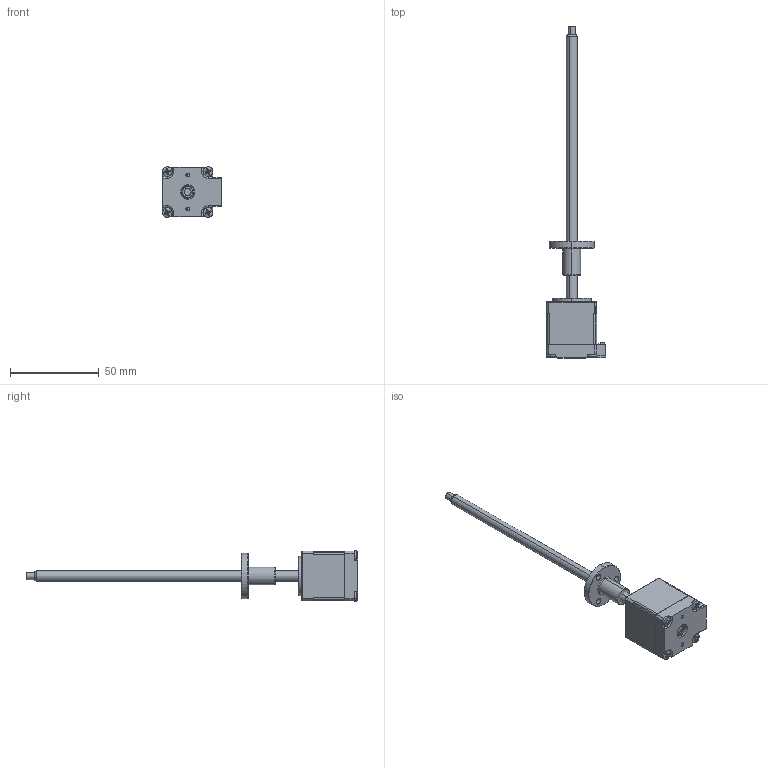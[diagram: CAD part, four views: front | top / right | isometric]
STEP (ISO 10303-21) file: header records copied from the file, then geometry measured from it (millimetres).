
FILE_DESCRIPTION (( 'STEP AP203' ), '1' );
FILE_NAME ('LE111S-W0601-150-AR1-S-050.STEP', '2018-08-10T06:13:44', ( '' ), ( '' ), 'SwSTEP 2.0', 'SolidWorks 2014', '' );
FILE_SCHEMA (( 'CONFIG_CONTROL_DESIGN' ));
Length unit declared in the file: millimetre
Products named in the file (1): LE111S-W0601-150-AR1-S-050
Bounding box: 33.2 x 186.6 x 28.4 mm (x, y, z)
Surface area: 12249.2 mm2 (no closed solid volume)
Topology: 0 solids, 32 shells, 280 faces, 977 edges, 699 vertices
Faces by surface type: plane 102, cylinder 92, cone 62, torus 16, sphere 8
Entity records: 10989 total; most frequent: CARTESIAN_POINT 2514, DIRECTION 1820, ORIENTED_EDGE 1527, EDGE_CURVE 977, VERTEX_POINT 699, AXIS2_PLACEMENT_3D 667, VECTOR 486, LINE 486
